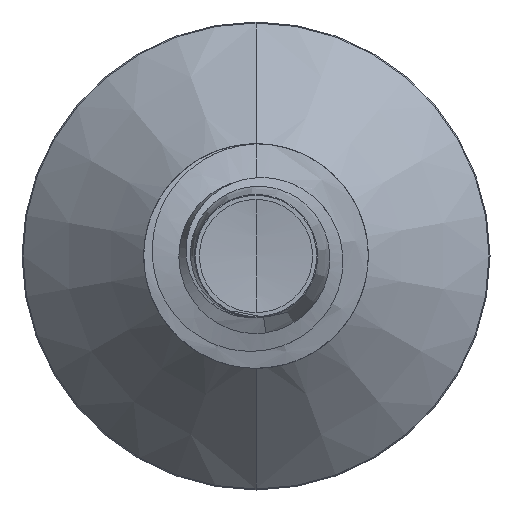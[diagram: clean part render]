
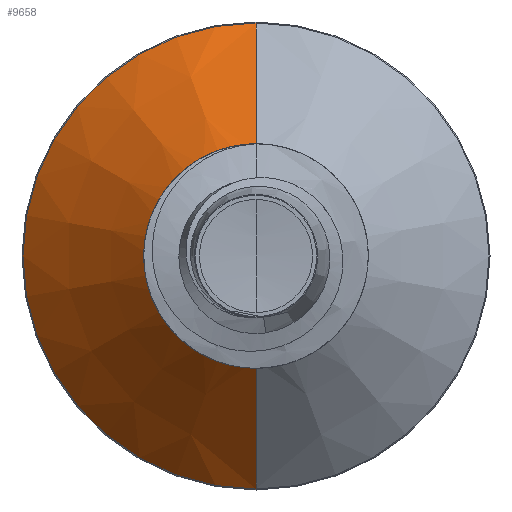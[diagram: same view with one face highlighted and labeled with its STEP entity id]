
A CAD part, front view. The second image highlights one B-rep face of the part: STEP entity #9658.
In plain terms, the highlighted conical face has half-angle 45 degrees and reference radius 1.633 mm.
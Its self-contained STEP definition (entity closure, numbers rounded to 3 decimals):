
#912 = DIRECTION ( 'NONE',  ( 0., 1., 0. ) ) ;
#922 = LINE ( 'NONE', #11403, #1482 ) ;
#1291 = VECTOR ( 'NONE', #14422, 1000. ) ;
#1482 = VECTOR ( 'NONE', #11342, 1000. ) ;
#1896 = VERTEX_POINT ( 'NONE', #3342 ) ;
#2049 = CIRCLE ( 'NONE', #9970, 3.635 ) ;
#3342 = CARTESIAN_POINT ( 'NONE',  ( 0., 12.332, -1.632 ) ) ;
#3621 = EDGE_CURVE ( 'NONE', #1896, #8379, #14540, .T. ) ;
#3685 = DIRECTION ( 'NONE',  ( 0., 0., 1. ) ) ;
#4711 = FACE_OUTER_BOUND ( 'NONE', #11973, .T. ) ;
#4872 = EDGE_CURVE ( 'NONE', #8379, #9133, #13958, .T. ) ;
#5591 = AXIS2_PLACEMENT_3D ( 'NONE', #12991, #12298, #3685 ) ;
#6029 = AXIS2_PLACEMENT_3D ( 'NONE', #18814, #7055, #18659 ) ;
#6456 = ORIENTED_EDGE ( 'NONE', *, *, #4872, .T. ) ;
#7055 = DIRECTION ( 'NONE',  ( 0., 1., 0. ) ) ;
#7128 = CARTESIAN_POINT ( 'NONE',  ( 0., 12.332, 1.632 ) ) ;
#7633 = CARTESIAN_POINT ( 'NONE',  ( 0., 14.335, 0. ) ) ;
#8379 = VERTEX_POINT ( 'NONE', #18839 ) ;
#9133 = VERTEX_POINT ( 'NONE', #10468 ) ;
#9658 = ADVANCED_FACE ( 'NONE', ( #4711 ), #15565, .T. ) ;
#9970 = AXIS2_PLACEMENT_3D ( 'NONE', #7633, #912, #14923 ) ;
#10468 = CARTESIAN_POINT ( 'NONE',  ( 0., 14.335, 3.635 ) ) ;
#10858 = EDGE_CURVE ( 'NONE', #16449, #9133, #2049, .T. ) ;
#11342 = DIRECTION ( 'NONE',  ( 0., 0.707, -0.707 ) ) ;
#11403 = CARTESIAN_POINT ( 'NONE',  ( 0., 12.332, -1.632 ) ) ;
#11973 = EDGE_LOOP ( 'NONE', ( #13912, #16466, #6456, #13729 ) ) ;
#12298 = DIRECTION ( 'NONE',  ( 0., 1., 0. ) ) ;
#12991 = CARTESIAN_POINT ( 'NONE',  ( 0., 12.332, 0. ) ) ;
#13006 = EDGE_CURVE ( 'NONE', #1896, #16449, #922, .T. ) ;
#13729 = ORIENTED_EDGE ( 'NONE', *, *, #10858, .F. ) ;
#13912 = ORIENTED_EDGE ( 'NONE', *, *, #13006, .F. ) ;
#13958 = LINE ( 'NONE', #7128, #1291 ) ;
#14422 = DIRECTION ( 'NONE',  ( 0., 0.707, 0.707 ) ) ;
#14540 = CIRCLE ( 'NONE', #5591, 1.632 ) ;
#14923 = DIRECTION ( 'NONE',  ( 0., 0., 1. ) ) ;
#15565 = CONICAL_SURFACE ( 'NONE', #6029, 1.632, 0.785 ) ;
#16449 = VERTEX_POINT ( 'NONE', #17629 ) ;
#16466 = ORIENTED_EDGE ( 'NONE', *, *, #3621, .T. ) ;
#17629 = CARTESIAN_POINT ( 'NONE',  ( 0., 14.335, -3.635 ) ) ;
#18659 = DIRECTION ( 'NONE',  ( 0., 0., 1. ) ) ;
#18814 = CARTESIAN_POINT ( 'NONE',  ( 0., 12.332, 0. ) ) ;
#18839 = CARTESIAN_POINT ( 'NONE',  ( 0., 12.332, 1.632 ) ) ;
